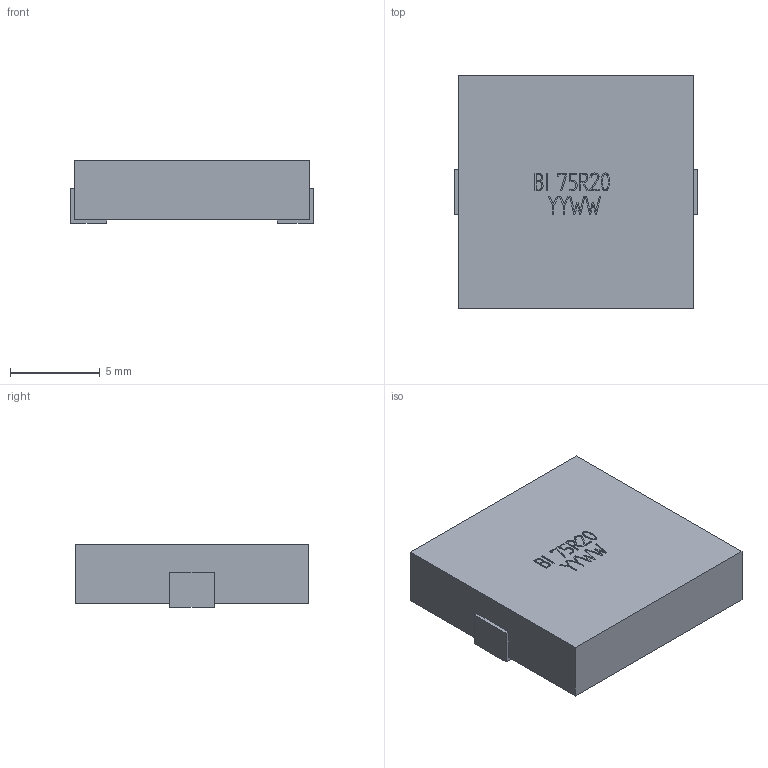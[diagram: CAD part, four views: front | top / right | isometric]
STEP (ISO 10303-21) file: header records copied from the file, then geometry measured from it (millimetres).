
FILE_DESCRIPTION(/* description */ ('Unknown'),/* implementation_level */ '2;1');
FILE_NAME(/* name */ 'HM69-75R20LF',/* time_stamp */ '2021-12-14T17:58:32+08:00',/* author */ ('Unknown'),/* organization */ ('Unknown'),/* preprocessor_version */ 'ST-DEVELOPER v16.7',/* originating_system */ 'Solid Edge',/* authorisation */ 'Unknown');
FILE_SCHEMA (('AUTOMOTIVE_DESIGN {1 0 10303 214 3 1 1}'));
Length unit declared in the file: millimetre
Products named in the file (3): HM69-75R20LF; HM69-75XXXLF (1) - Page10; HM69-75XXXLF (2) - Page10
Assembly tree (2 placements, depth 2):
  HM69-75R20LF
    HM69-75XXXLF (1) - Page10
    HM69-75XXXLF (2) - Page10
Bounding box: 13.5 x 13 x 3.5 mm (x, y, z)
Volume: 565.6 mm3; surface area: 696.3 mm2
Topology: 2 solids, 2 shells, 136 faces, 351 edges, 234 vertices
Faces by surface type: plane 118, bspline 18
Entity records: 4590 total; most frequent: CARTESIAN_POINT 1471, ORIENTED_EDGE 698, DIRECTION 476, EDGE_CURVE 349, LINE 234, VECTOR 234, VERTEX_POINT 234, EDGE_LOOP 155
